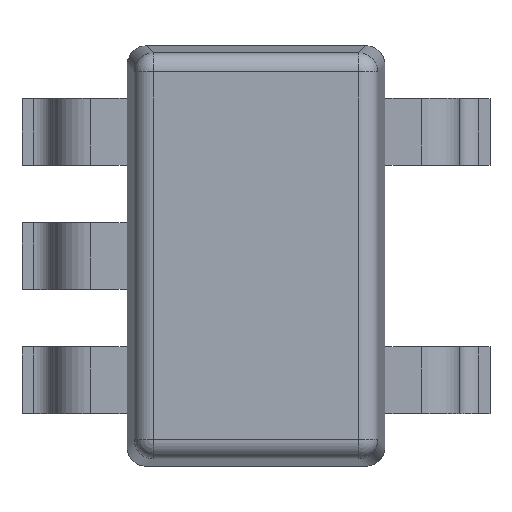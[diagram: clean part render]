
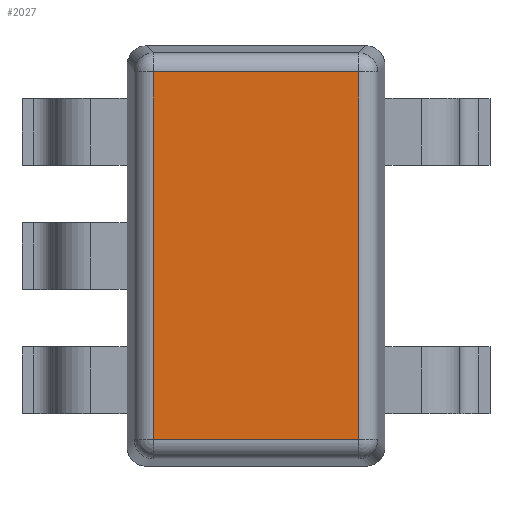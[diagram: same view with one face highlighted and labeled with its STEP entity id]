
A CAD part, top view. The second image highlights one B-rep face of the part: STEP entity #2027.
In plain terms, the highlighted planar face has unit normal (0, 0, 1).
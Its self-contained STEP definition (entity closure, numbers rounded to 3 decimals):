
#1682 = VERTEX_POINT('',#1683);
#1683 = CARTESIAN_POINT('',(0.137,0.137,1.1));
#1690 = EDGE_CURVE('',#1682,#1691,#1693,.T.);
#1691 = VERTEX_POINT('',#1692);
#1692 = CARTESIAN_POINT('',(0.137,2.063,1.1));
#1693 = LINE('',#1694,#1695);
#1694 = CARTESIAN_POINT('',(0.137,0.047,1.1));
#1695 = VECTOR('',#1696,1.);
#1696 = DIRECTION('',(0.,1.,-0.));
#2027 = ADVANCED_FACE('',(#2028),#2053,.T.);
#2028 = FACE_BOUND('',#2029,.T.);
#2029 = EDGE_LOOP('',(#2030,#2031,#2039,#2047));
#2030 = ORIENTED_EDGE('',*,*,#1690,.F.);
#2031 = ORIENTED_EDGE('',*,*,#2032,.T.);
#2032 = EDGE_CURVE('',#1682,#2033,#2035,.T.);
#2033 = VERTEX_POINT('',#2034);
#2034 = CARTESIAN_POINT('',(1.213,0.137,1.1));
#2035 = LINE('',#2036,#2037);
#2036 = CARTESIAN_POINT('',(0.047,0.137,1.1));
#2037 = VECTOR('',#2038,1.);
#2038 = DIRECTION('',(1.,-0.,0.));
#2039 = ORIENTED_EDGE('',*,*,#2040,.T.);
#2040 = EDGE_CURVE('',#2033,#2041,#2043,.T.);
#2041 = VERTEX_POINT('',#2042);
#2042 = CARTESIAN_POINT('',(1.213,2.063,1.1));
#2043 = LINE('',#2044,#2045);
#2044 = CARTESIAN_POINT('',(1.213,0.047,1.1));
#2045 = VECTOR('',#2046,1.);
#2046 = DIRECTION('',(0.,1.,-0.));
#2047 = ORIENTED_EDGE('',*,*,#2048,.F.);
#2048 = EDGE_CURVE('',#1691,#2041,#2049,.T.);
#2049 = LINE('',#2050,#2051);
#2050 = CARTESIAN_POINT('',(0.047,2.063,1.1));
#2051 = VECTOR('',#2052,1.);
#2052 = DIRECTION('',(1.,0.,0.));
#2053 = PLANE('',#2054);
#2054 = AXIS2_PLACEMENT_3D('',#2055,#2056,#2057);
#2055 = CARTESIAN_POINT('',(0.,0.,1.1));
#2056 = DIRECTION('',(0.,0.,1.));
#2057 = DIRECTION('',(1.,0.,-0.));
